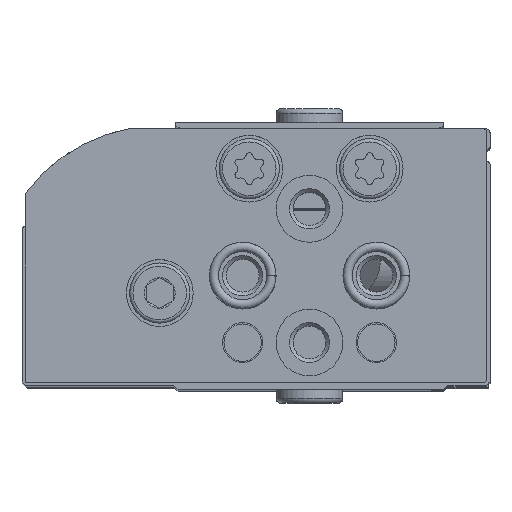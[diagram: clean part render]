
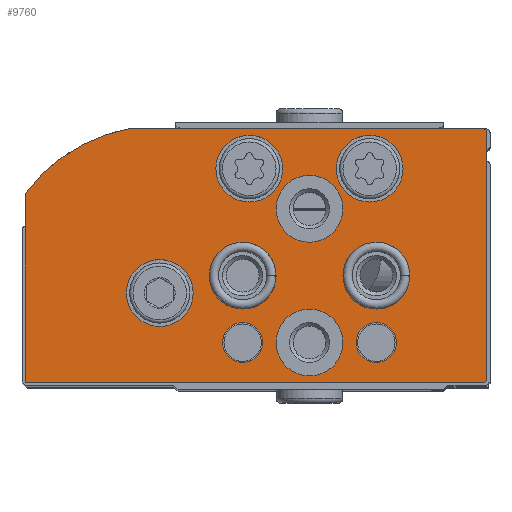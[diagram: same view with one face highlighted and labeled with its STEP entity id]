
A CAD part, top view. The second image highlights one B-rep face of the part: STEP entity #9760.
In plain terms, the highlighted face is planar.
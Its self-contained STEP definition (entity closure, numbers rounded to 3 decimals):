
#1042=LINE('',#16701,#1793);
#1046=LINE('',#16711,#1797);
#1048=LINE('',#16715,#1799);
#1051=LINE('',#16723,#1802);
#1793=VECTOR('',#13451,1000.);
#1797=VECTOR('',#13461,1000.);
#1799=VECTOR('',#13465,1000.);
#1802=VECTOR('',#13474,1000.);
#3827=ORIENTED_EDGE('',*,*,#5576,.T.);
#3828=ORIENTED_EDGE('',*,*,#5577,.T.);
#3829=ORIENTED_EDGE('',*,*,#5578,.T.);
#3830=ORIENTED_EDGE('',*,*,#5579,.T.);
#3831=ORIENTED_EDGE('',*,*,#5580,.T.);
#3832=ORIENTED_EDGE('',*,*,#5581,.T.);
#3833=ORIENTED_EDGE('',*,*,#5582,.T.);
#3834=ORIENTED_EDGE('',*,*,#5583,.T.);
#3835=ORIENTED_EDGE('',*,*,#5584,.T.);
#3836=ORIENTED_EDGE('',*,*,#5561,.F.);
#3837=ORIENTED_EDGE('',*,*,#5575,.F.);
#3838=ORIENTED_EDGE('',*,*,#5572,.F.);
#3839=ORIENTED_EDGE('',*,*,#5570,.F.);
#3840=ORIENTED_EDGE('',*,*,#5568,.F.);
#3841=ORIENTED_EDGE('',*,*,#5566,.F.);
#3842=ORIENTED_EDGE('',*,*,#5564,.F.);
#5561=EDGE_CURVE('',#6625,#6626,#1042,.T.);
#5564=EDGE_CURVE('',#6626,#6627,#7172,.T.);
#5566=EDGE_CURVE('',#6627,#6628,#1046,.T.);
#5568=EDGE_CURVE('',#6628,#6629,#1048,.T.);
#5570=EDGE_CURVE('',#6629,#6630,#7173,.T.);
#5572=EDGE_CURVE('',#6630,#6631,#1051,.T.);
#5575=EDGE_CURVE('',#6631,#6625,#7174,.T.);
#5576=EDGE_CURVE('',#6632,#6632,#7175,.T.);
#5577=EDGE_CURVE('',#6633,#6633,#7176,.T.);
#5578=EDGE_CURVE('',#6634,#6634,#7177,.T.);
#5579=EDGE_CURVE('',#6635,#6635,#7178,.T.);
#5580=EDGE_CURVE('',#6636,#6636,#7179,.T.);
#5581=EDGE_CURVE('',#6637,#6637,#7180,.T.);
#5582=EDGE_CURVE('',#6638,#6638,#7181,.T.);
#5583=EDGE_CURVE('',#6639,#6639,#7182,.T.);
#5584=EDGE_CURVE('',#6640,#6640,#7183,.T.);
#6625=VERTEX_POINT('',#16702);
#6626=VERTEX_POINT('',#16703);
#6627=VERTEX_POINT('',#16708);
#6628=VERTEX_POINT('',#16712);
#6629=VERTEX_POINT('',#16716);
#6630=VERTEX_POINT('',#16720);
#6631=VERTEX_POINT('',#16724);
#6632=VERTEX_POINT('',#16731);
#6633=VERTEX_POINT('',#16733);
#6634=VERTEX_POINT('',#16735);
#6635=VERTEX_POINT('',#16737);
#6636=VERTEX_POINT('',#16739);
#6637=VERTEX_POINT('',#16741);
#6638=VERTEX_POINT('',#16743);
#6639=VERTEX_POINT('',#16745);
#6640=VERTEX_POINT('',#16747);
#7172=CIRCLE('',#11007,0.3);
#7173=CIRCLE('',#11011,12.5);
#7174=CIRCLE('',#11014,0.3);
#7175=CIRCLE('',#11016,2.5);
#7176=CIRCLE('',#11017,1.5);
#7177=CIRCLE('',#11018,2.5);
#7178=CIRCLE('',#11019,1.5);
#7179=CIRCLE('',#11020,2.5);
#7180=CIRCLE('',#11021,2.5);
#7181=CIRCLE('',#11022,2.5);
#7182=CIRCLE('',#11023,2.5);
#7183=CIRCLE('',#11024,2.5);
#7894=EDGE_LOOP('',(#3827));
#7895=EDGE_LOOP('',(#3828));
#7896=EDGE_LOOP('',(#3829));
#7897=EDGE_LOOP('',(#3830));
#7898=EDGE_LOOP('',(#3831));
#7899=EDGE_LOOP('',(#3832));
#7900=EDGE_LOOP('',(#3833));
#7901=EDGE_LOOP('',(#3834));
#7902=EDGE_LOOP('',(#3835));
#7903=EDGE_LOOP('',(#3836,#3837,#3838,#3839,#3840,#3841,#3842));
#8752=FACE_BOUND('',#7894,.T.);
#8753=FACE_BOUND('',#7895,.T.);
#8754=FACE_BOUND('',#7896,.T.);
#8755=FACE_BOUND('',#7897,.T.);
#8756=FACE_BOUND('',#7898,.T.);
#8757=FACE_BOUND('',#7899,.T.);
#8758=FACE_BOUND('',#7900,.T.);
#8759=FACE_BOUND('',#7901,.T.);
#8760=FACE_BOUND('',#7902,.T.);
#8761=FACE_BOUND('',#7903,.T.);
#9284=PLANE('',#11015);
#9760=ADVANCED_FACE('',(#8752,#8753,#8754,#8755,#8756,#8757,#8758,#8759,
#8760,#8761),#9284,.F.);
#11007=AXIS2_PLACEMENT_3D('',#16707,#13456,#13457);
#11011=AXIS2_PLACEMENT_3D('',#16719,#13469,#13470);
#11014=AXIS2_PLACEMENT_3D('',#16728,#13479,#13480);
#11015=AXIS2_PLACEMENT_3D('',#16729,#13481,#13482);
#11016=AXIS2_PLACEMENT_3D('',#16730,#13483,#13484);
#11017=AXIS2_PLACEMENT_3D('',#16732,#13485,#13486);
#11018=AXIS2_PLACEMENT_3D('',#16734,#13487,#13488);
#11019=AXIS2_PLACEMENT_3D('',#16736,#13489,#13490);
#11020=AXIS2_PLACEMENT_3D('',#16738,#13491,#13492);
#11021=AXIS2_PLACEMENT_3D('',#16740,#13493,#13494);
#11022=AXIS2_PLACEMENT_3D('',#16742,#13495,#13496);
#11023=AXIS2_PLACEMENT_3D('',#16744,#13497,#13498);
#11024=AXIS2_PLACEMENT_3D('',#16746,#13499,#13500);
#13451=DIRECTION('',(0.,-1.,0.));
#13456=DIRECTION('',(0.,0.,1.));
#13457=DIRECTION('',(1.,0.,0.));
#13461=DIRECTION('',(1.,0.,0.));
#13465=DIRECTION('',(0.,1.,0.));
#13469=DIRECTION('',(0.,0.,1.));
#13470=DIRECTION('',(1.,0.,0.));
#13474=DIRECTION('',(-1.,0.,0.));
#13479=DIRECTION('',(0.,0.,1.));
#13480=DIRECTION('',(1.,0.,0.));
#13481=DIRECTION('',(0.,0.,1.));
#13482=DIRECTION('',(1.,0.,0.));
#13483=DIRECTION('',(0.,0.,1.));
#13484=DIRECTION('',(1.,0.,0.));
#13485=DIRECTION('',(0.,0.,1.));
#13486=DIRECTION('',(1.,0.,0.));
#13487=DIRECTION('',(0.,0.,1.));
#13488=DIRECTION('',(1.,0.,0.));
#13489=DIRECTION('',(0.,0.,1.));
#13490=DIRECTION('',(1.,0.,0.));
#13491=DIRECTION('',(0.,0.,1.));
#13492=DIRECTION('',(1.,0.,0.));
#13493=DIRECTION('',(0.,0.,1.));
#13494=DIRECTION('',(1.,0.,0.));
#13495=DIRECTION('',(0.,0.,1.));
#13496=DIRECTION('',(1.,0.,0.));
#13497=DIRECTION('',(0.,0.,1.));
#13498=DIRECTION('',(1.,0.,0.));
#13499=DIRECTION('',(0.,0.,1.));
#13500=DIRECTION('',(1.,0.,0.));
#16701=CARTESIAN_POINT('',(0.,18.7,0.));
#16702=CARTESIAN_POINT('',(0.,18.7,0.));
#16703=CARTESIAN_POINT('',(0.,0.3,0.));
#16707=CARTESIAN_POINT('',(0.3,0.3,0.));
#16708=CARTESIAN_POINT('',(0.3,0.,0.));
#16711=CARTESIAN_POINT('',(0.3,0.,0.));
#16712=CARTESIAN_POINT('',(34.5,0.,0.));
#16715=CARTESIAN_POINT('',(34.5,0.,0.));
#16716=CARTESIAN_POINT('',(34.5,14.133,0.));
#16719=CARTESIAN_POINT('',(24.45,6.7,0.));
#16720=CARTESIAN_POINT('',(26.677,19.,0.));
#16723=CARTESIAN_POINT('',(26.677,19.,0.));
#16724=CARTESIAN_POINT('',(0.3,19.,0.));
#16728=CARTESIAN_POINT('',(0.3,18.7,0.));
#16729=CARTESIAN_POINT('',(0.3,0.3,0.));
#16730=CARTESIAN_POINT('',(24.45,6.7,0.));
#16731=CARTESIAN_POINT('',(26.95,6.7,0.));
#16732=CARTESIAN_POINT('',(8.25,3.,0.));
#16733=CARTESIAN_POINT('',(9.75,3.,0.));
#16734=CARTESIAN_POINT('',(13.25,3.,0.));
#16735=CARTESIAN_POINT('',(15.75,3.,0.));
#16736=CARTESIAN_POINT('',(18.25,3.,0.));
#16737=CARTESIAN_POINT('',(19.75,3.,0.));
#16738=CARTESIAN_POINT('',(18.25,8.,0.));
#16739=CARTESIAN_POINT('',(20.75,8.,0.));
#16740=CARTESIAN_POINT('',(8.25,8.,0.));
#16741=CARTESIAN_POINT('',(10.75,8.,0.));
#16742=CARTESIAN_POINT('',(13.25,13.,0.));
#16743=CARTESIAN_POINT('',(15.75,13.,0.));
#16744=CARTESIAN_POINT('',(8.75,16.,0.));
#16745=CARTESIAN_POINT('',(11.25,16.,0.));
#16746=CARTESIAN_POINT('',(17.75,16.,0.));
#16747=CARTESIAN_POINT('',(20.25,16.,0.));
